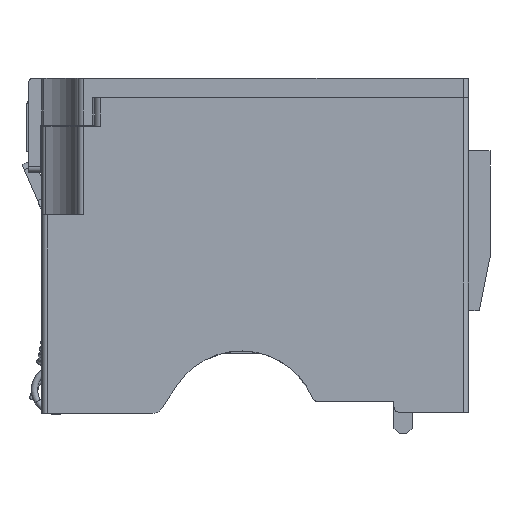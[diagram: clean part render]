
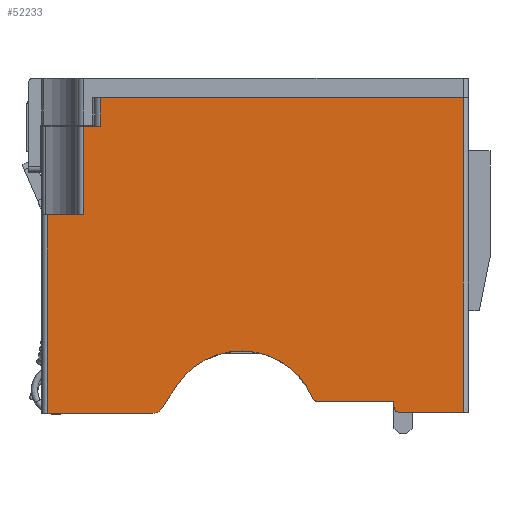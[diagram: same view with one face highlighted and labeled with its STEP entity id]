
A CAD part, front view. The second image highlights one B-rep face of the part: STEP entity #52233.
In plain terms, the highlighted planar face has unit normal (0, -1, 0).
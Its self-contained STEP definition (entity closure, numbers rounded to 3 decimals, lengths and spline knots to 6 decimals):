
#49992=DIRECTION('',(1.,0.,0.));
#49993=VECTOR('',#49992,0.006);
#49994=CARTESIAN_POINT('',(-0.0065,0.,-0.0025));
#49995=LINE('',#49994,#49993);
#49996=CARTESIAN_POINT('',(-0.0065,0.,-0.002));
#49997=DIRECTION('',(0.,-1.,0.));
#49998=DIRECTION('',(-1.,0.,0.));
#49999=AXIS2_PLACEMENT_3D('',#49996,#49997,#49998);
#50001=DIRECTION('',(0.,0.,-1.));
#50002=VECTOR('',#50001,0.0005);
#50003=CARTESIAN_POINT('',(-0.007,0.,-0.0015));
#50004=LINE('',#50003,#50002);
#50005=CARTESIAN_POINT('',(-0.014154,0.,-0.001));
#50006=DIRECTION('',(0.,-1.,0.));
#50007=DIRECTION('',(-0.922,0.,-0.387));
#50008=AXIS2_PLACEMENT_3D('',#50005,#50006,#50007);
#50010=CARTESIAN_POINT('',(-0.0213,0.,-0.004));
#50011=DIRECTION('',(0.,1.,0.));
#50012=DIRECTION('',(-0.834,0.,0.552));
#50013=AXIS2_PLACEMENT_3D('',#50010,#50011,#50012);
#50015=DIRECTION('',(0.552,0.,0.834));
#50016=VECTOR('',#50015,0.00258);
#50017=CARTESIAN_POINT('',(-0.02877,0.,-0.002152));
#50018=LINE('',#50017,#50016);
#50019=CARTESIAN_POINT('',(-0.029604,0.,-0.0016));
#50020=DIRECTION('',(0.,-1.,0.));
#50021=DIRECTION('',(0.,0.,-1.));
#50022=AXIS2_PLACEMENT_3D('',#50019,#50020,#50021);
#50024=DIRECTION('',(1.,0.,0.));
#50025=VECTOR('',#50024,0.009896);
#50026=CARTESIAN_POINT('',(-0.0395,0.,-0.0026));
#50027=LINE('',#50026,#50025);
#50028=DIRECTION('',(-1.,0.,0.));
#50029=VECTOR('',#50028,0.003355);
#50030=CARTESIAN_POINT('',(-0.036145,0.,0.016));
#50031=LINE('',#50030,#50029);
#50032=DIRECTION('',(-1.,0.,0.));
#50033=VECTOR('',#50032,0.001645);
#50034=CARTESIAN_POINT('',(-0.0345,0.,0.0243));
#50035=LINE('',#50034,#50033);
#50036=DIRECTION('',(-1.,0.,0.));
#50037=VECTOR('',#50036,0.034);
#50038=CARTESIAN_POINT('',(-0.0005,0.,0.027));
#50039=LINE('',#50038,#50037);
#50096=DIRECTION('',(-1.,0.,0.));
#50097=VECTOR('',#50096,0.007154);
#50098=CARTESIAN_POINT('',(-0.007,0.,-0.0015));
#50099=LINE('',#50098,#50097);
#50773=DIRECTION('',(0.,0.,1.));
#50774=VECTOR('',#50773,0.0186);
#50775=CARTESIAN_POINT('',(-0.0395,0.,-0.0026));
#50776=LINE('',#50775,#50774);
#50907=DIRECTION('',(0.,0.,1.));
#50908=VECTOR('',#50907,0.0083);
#50909=CARTESIAN_POINT('',(-0.036145,0.,0.016));
#50910=LINE('',#50909,#50908);
#50919=DIRECTION('',(0.,0.,1.));
#50920=VECTOR('',#50919,0.0027);
#50921=CARTESIAN_POINT('',(-0.0345,0.,0.0243));
#50922=LINE('',#50921,#50920);
#51100=DIRECTION('',(0.,0.,-1.));
#51101=VECTOR('',#51100,0.0295);
#51102=CARTESIAN_POINT('',(-0.0005,0.,0.027));
#51103=LINE('',#51102,#51101);
#51280=CARTESIAN_POINT('',(-0.036145,0.,0.016));
#51281=VERTEX_POINT('',#51280);
#51376=CARTESIAN_POINT('',(-0.0345,0.,0.0243));
#51377=CARTESIAN_POINT('',(-0.036145,0.,0.0243));
#51378=VERTEX_POINT('',#51376);
#51379=VERTEX_POINT('',#51377);
#51384=CARTESIAN_POINT('',(-0.0395,0.,-0.0026));
#51385=CARTESIAN_POINT('',(-0.029604,0.,-0.0026));
#51386=VERTEX_POINT('',#51384);
#51387=VERTEX_POINT('',#51385);
#51392=CARTESIAN_POINT('',(-0.027347,0.,0.));
#51393=CARTESIAN_POINT('',(-0.014615,0.,-0.001194));
#51394=VERTEX_POINT('',#51392);
#51395=VERTEX_POINT('',#51393);
#51400=CARTESIAN_POINT('',(-0.02877,0.,-0.002152));
#51401=VERTEX_POINT('',#51400);
#51436=CARTESIAN_POINT('',(-0.0005,0.,0.027));
#51437=CARTESIAN_POINT('',(-0.0345,0.,0.027));
#51438=VERTEX_POINT('',#51436);
#51439=VERTEX_POINT('',#51437);
#51446=CARTESIAN_POINT('',(-0.0005,0.,-0.0025));
#51447=VERTEX_POINT('',#51446);
#51461=CARTESIAN_POINT('',(-0.0395,0.,0.016));
#51462=VERTEX_POINT('',#51461);
#51486=CARTESIAN_POINT('',(-0.007,0.,-0.0015));
#51488=VERTEX_POINT('',#51486);
#51621=CARTESIAN_POINT('',(-0.0065,0.,-0.0025));
#51622=VERTEX_POINT('',#51621);
#51639=CARTESIAN_POINT('',(-0.007,0.,-0.002));
#51640=VERTEX_POINT('',#51639);
#51661=CARTESIAN_POINT('',(-0.014154,0.,-0.0015));
#51662=VERTEX_POINT('',#51661);
#52195=CARTESIAN_POINT('',(0.,0.,0.027));
#52196=DIRECTION('',(0.,1.,0.));
#52197=DIRECTION('',(-1.,0.,0.));
#52198=AXIS2_PLACEMENT_3D('',#52195,#52196,#52197);
#52199=PLANE('',#52198);
#52201=ORIENTED_EDGE('',*,*,#52200,.F.);
#52203=ORIENTED_EDGE('',*,*,#52202,.F.);
#52205=ORIENTED_EDGE('',*,*,#52204,.F.);
#52207=ORIENTED_EDGE('',*,*,#52206,.T.);
#52209=ORIENTED_EDGE('',*,*,#52208,.F.);
#52211=ORIENTED_EDGE('',*,*,#52210,.F.);
#52213=ORIENTED_EDGE('',*,*,#52212,.F.);
#52215=ORIENTED_EDGE('',*,*,#52214,.F.);
#52217=ORIENTED_EDGE('',*,*,#52216,.F.);
#52219=ORIENTED_EDGE('',*,*,#52218,.T.);
#52221=ORIENTED_EDGE('',*,*,#52220,.F.);
#52223=ORIENTED_EDGE('',*,*,#52222,.T.);
#52225=ORIENTED_EDGE('',*,*,#52224,.F.);
#52227=ORIENTED_EDGE('',*,*,#52226,.T.);
#52228=ORIENTED_EDGE('',*,*,#52174,.F.);
#52230=ORIENTED_EDGE('',*,*,#52229,.T.);
#52231=EDGE_LOOP('',(#52201,#52203,#52205,#52207,#52209,#52211,#52213,#52215,
#52217,#52219,#52221,#52223,#52225,#52227,#52228,#52230));
#52232=FACE_OUTER_BOUND('',#52231,.F.);
#52233=ADVANCED_FACE('',(#52232),#52199,.F.);
#50000=CIRCLE('',#49999,0.0005);
#50009=CIRCLE('',#50008,0.0005);
#50014=CIRCLE('',#50013,0.00725);
#50023=CIRCLE('',#50022,0.001);
#52174=EDGE_CURVE('',#51438,#51439,#50039,.T.);
#52200=EDGE_CURVE('',#51622,#51447,#49995,.T.);
#52202=EDGE_CURVE('',#51640,#51622,#50000,.T.);
#52204=EDGE_CURVE('',#51488,#51640,#50004,.T.);
#52206=EDGE_CURVE('',#51488,#51662,#50099,.T.);
#52208=EDGE_CURVE('',#51395,#51662,#50009,.T.);
#52210=EDGE_CURVE('',#51394,#51395,#50014,.T.);
#52212=EDGE_CURVE('',#51401,#51394,#50018,.T.);
#52214=EDGE_CURVE('',#51387,#51401,#50023,.T.);
#52216=EDGE_CURVE('',#51386,#51387,#50027,.T.);
#52218=EDGE_CURVE('',#51386,#51462,#50776,.T.);
#52220=EDGE_CURVE('',#51281,#51462,#50031,.T.);
#52222=EDGE_CURVE('',#51281,#51379,#50910,.T.);
#52224=EDGE_CURVE('',#51378,#51379,#50035,.T.);
#52226=EDGE_CURVE('',#51378,#51439,#50922,.T.);
#52229=EDGE_CURVE('',#51438,#51447,#51103,.T.);
